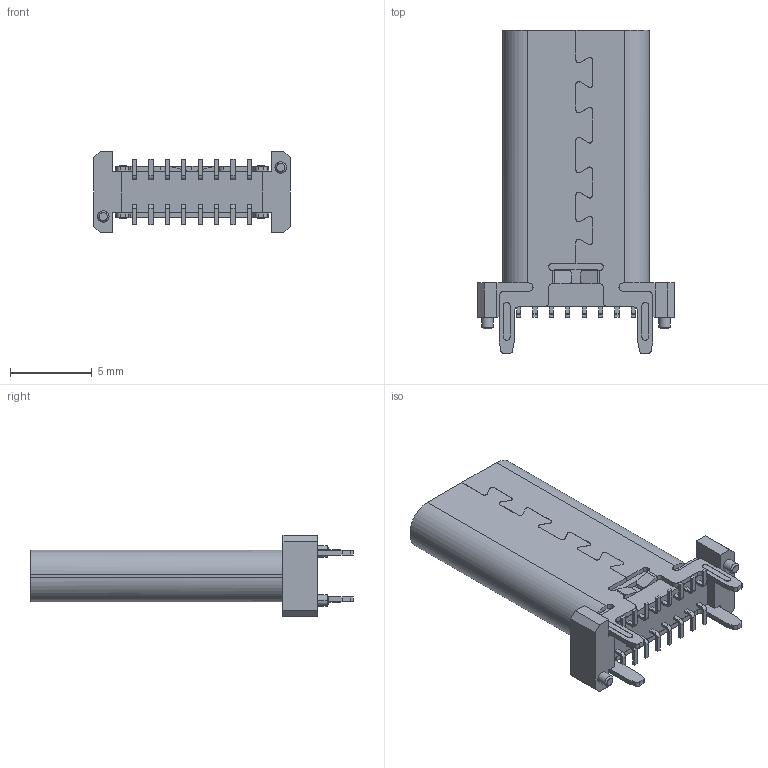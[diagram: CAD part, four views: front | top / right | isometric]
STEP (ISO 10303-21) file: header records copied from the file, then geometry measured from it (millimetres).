
FILE_DESCRIPTION((''),'2;1');
FILE_NAME('PRT0001','2025-02-28T09:16:33',('Administrator'),(''),'CREO PARAMETRIC BY PTC INC, 2020154','CREO PARAMETRIC BY PTC INC, 2020154','');
FILE_SCHEMA(('AUTOMOTIVE_DESIGN { 1 0 10303 214 1 1 1 1 }'));
Length unit declared in the file: millimetre
Products named in the file (1): PRT0001
Bounding box: 12 x 19.7 x 5 mm (x, y, z)
Volume: 378.6 mm3; surface area: 1142.6 mm2
Topology: 1 solids, 1 shells, 583 faces, 1637 edges, 1078 vertices
Faces by surface type: plane 411, cylinder 160, cone 12
Entity records: 22790 total; most frequent: CARTESIAN_POINT 3437, ORIENTED_EDGE 3274, DIRECTION 3105, EDGE_CURVE 1637, VECTOR 1283, LINE 1283, VERTEX_POINT 1078, AXIS2_PLACEMENT_3D 911
